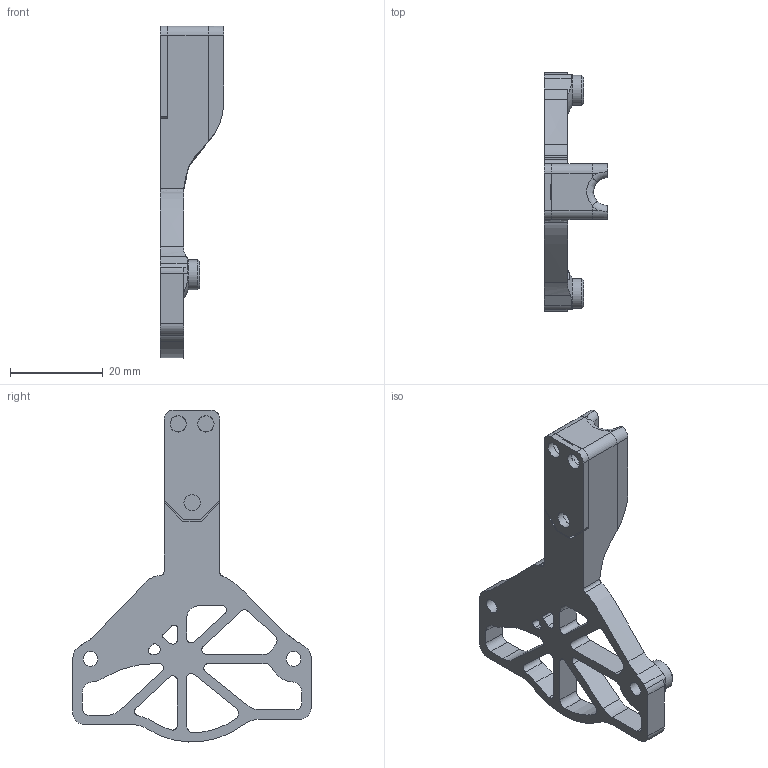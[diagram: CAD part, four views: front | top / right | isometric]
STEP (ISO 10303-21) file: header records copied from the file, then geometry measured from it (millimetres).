
FILE_DESCRIPTION(/* description */ ('','CAx-IF Rec.Pracs.---Representation and Presentation of Product Manufacturing Information (PMI)---4.0---2014-10-13'),/* implementation_level */ '2;1');
FILE_NAME(/* name */ 'EBB36 sherpa mini mount.step',/* time_stamp */ '2025-02-16T11:03:23-06:00',/* author */ (''),/* organization */ (''),/* preprocessor_version */ 'ST-DEVELOPER v20',/* originating_system */ 'Autodesk Translation Framework v13.20.0.188',/* authorisation */ '');
FILE_SCHEMA (('AP242_MANAGED_MODEL_BASED_3D_ENGINEERING_MIM_LF { 1 0 10303 442 1 1 4 }'));
Length unit declared in the file: millimetre
Products named in the file (1): EBB36 sherpa mini mount
Bounding box: 13.62 x 51.44 x 71.66 mm (x, y, z)
Volume: 8227.1 mm3; surface area: 6853.5 mm2
Topology: 2 solids, 2 shells, 181 faces, 507 edges, 334 vertices
Faces by surface type: plane 79, cylinder 72, bspline 15, cone 13, torus 2
Full cylindrical faces by diameter (mm): 3.2 x2, 3.5 x5, 4.6 x3, 6.5 x2
Entity records: 6507 total; most frequent: CARTESIAN_POINT 1758, ORIENTED_EDGE 1014, DIRECTION 954, EDGE_CURVE 507, AXIS2_PLACEMENT_3D 336, VERTEX_POINT 334, LINE 282, VECTOR 282
